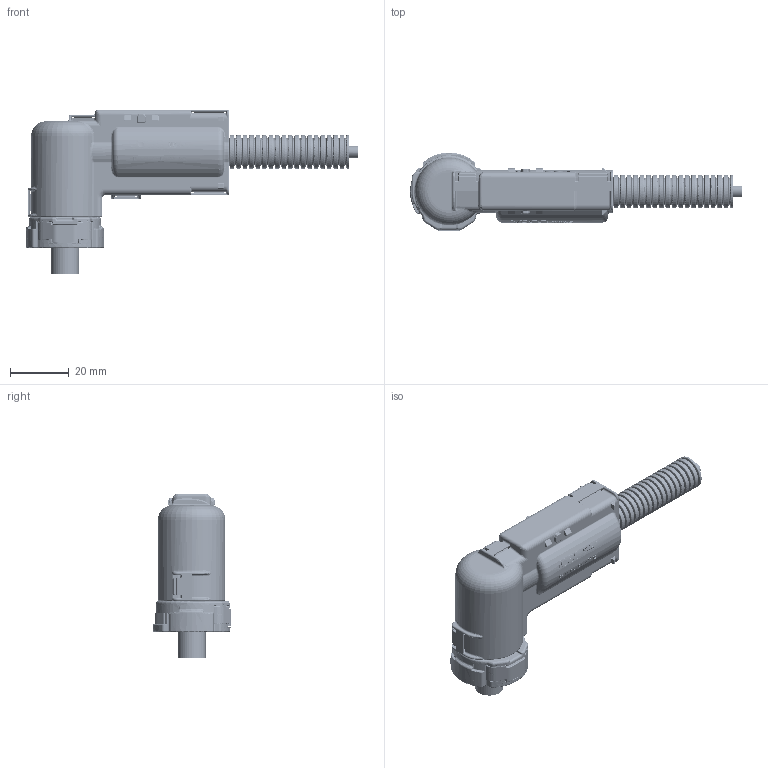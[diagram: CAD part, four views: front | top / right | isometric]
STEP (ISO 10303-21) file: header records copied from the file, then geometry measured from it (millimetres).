
FILE_DESCRIPTION(('CATIA V5 STEP','CAx-IF Rec.Pracs.--- Model Styling and Organization---1.4--- 2014-01-23'),'2;1');
FILE_NAME('Download-SV241N_WKU_90_GRAD_3-8_Zoll_4x1_heated.stp','2019-07-24T08:27:37+00:00',('none'),('none'),'CATIA Version 5-6 Release 2016 SP3 HF59','CATIA V5 STEP AP214 Edition 3','none');
FILE_SCHEMA(('AUTOMOTIVE_DESIGN { 1 0 10303 214 3 1 1 1 }'));
Length unit declared in the file: millimetre
Products named in the file (1): Download-SV241N_WKU_90_GRAD_3-8_4x1_heated
Bounding box: 112.88 x 26.73 x 56.05 mm (x, y, z)
Volume: 23255 mm3; surface area: 33902.6 mm2
Topology: 7 solids, 9 shells, 7986 faces, 19880 edges, 11458 vertices
Faces by surface type: cylinder 2378, plane 1970, torus 1553, bspline 1331, sphere 369, cone 330, extrusion 46, revolution 9
Entity records: 310460 total; most frequent: CARTESIAN_POINT 139195, ORIENTED_EDGE 38732, DIRECTION 24373, EDGE_CURVE 19366, AXIS2_PLACEMENT_3D 12081, VERTEX_POINT 11456, EDGE_LOOP 8062, ADVANCED_FACE 7986
